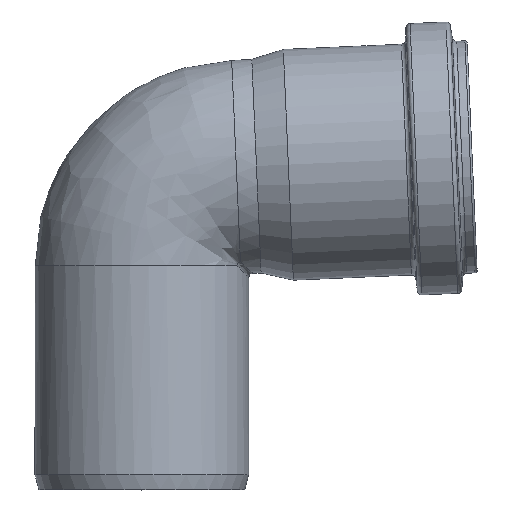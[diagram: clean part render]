
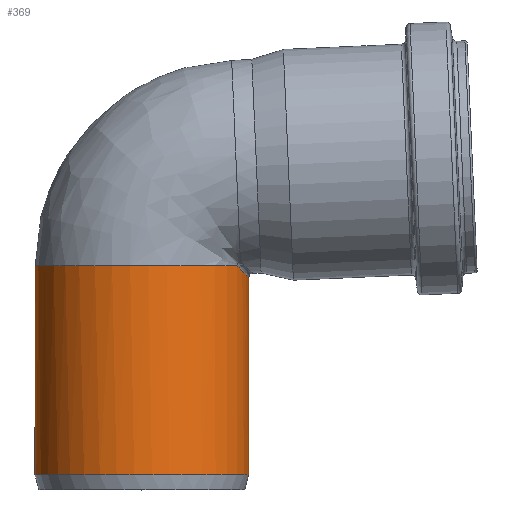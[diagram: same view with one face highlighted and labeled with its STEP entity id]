
A CAD part, top view. The second image highlights one B-rep face of the part: STEP entity #369.
In plain terms, the highlighted cylindrical face has radius 25 mm (diameter 50 mm), a full revolution.
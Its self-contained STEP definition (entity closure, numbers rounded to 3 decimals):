
#28=CYLINDRICAL_SURFACE('',#409,25.);
#42=ELLIPSE('',#406,35.277,25.);
#48=FACE_BOUND('',#117,.T.);
#81=FACE_OUTER_BOUND('',#116,.T.);
#116=EDGE_LOOP('',(#293));
#117=EDGE_LOOP('',(#294,#295));
#177=CIRCLE('',#403,25.);
#179=CIRCLE('',#407,25.);
#210=VERTEX_POINT('',#607);
#213=VERTEX_POINT('',#642);
#215=VERTEX_POINT('',#661);
#245=EDGE_CURVE('',#210,#210,#177,.T.);
#250=EDGE_CURVE('',#215,#213,#42,.T.);
#251=EDGE_CURVE('',#215,#213,#179,.T.);
#293=ORIENTED_EDGE('',*,*,#245,.T.);
#294=ORIENTED_EDGE('',*,*,#250,.F.);
#295=ORIENTED_EDGE('',*,*,#251,.T.);
#369=ADVANCED_FACE('',(#81,#48),#28,.T.);
#403=AXIS2_PLACEMENT_3D('',#608,#473,#474);
#406=AXIS2_PLACEMENT_3D('',#678,#479,#480);
#407=AXIS2_PLACEMENT_3D('',#706,#481,#482);
#409=AXIS2_PLACEMENT_3D('',#708,#485,#486);
#473=DIRECTION('center_axis',(0.,1.,0.));
#474=DIRECTION('ref_axis',(0.,0.,1.));
#479=DIRECTION('center_axis',(0.706,0.709,0.));
#480=DIRECTION('ref_axis',(0.709,-0.706,0.));
#481=DIRECTION('center_axis',(0.,-1.,0.));
#482=DIRECTION('ref_axis',(0.,0.,1.));
#485=DIRECTION('center_axis',(0.,-1.,0.));
#486=DIRECTION('ref_axis',(0.,0.,1.));
#607=CARTESIAN_POINT('',(-25.,3.5,0.));
#608=CARTESIAN_POINT('Origin',(0.,3.5,0.));
#642=CARTESIAN_POINT('',(22.212,52.387,-11.474));
#661=CARTESIAN_POINT('',(22.212,52.387,11.474));
#678=CARTESIAN_POINT('Origin',(0.,74.5,0.));
#706=CARTESIAN_POINT('Origin',(0.,52.387,0.));
#708=CARTESIAN_POINT('Origin',(0.,52.387,0.));
